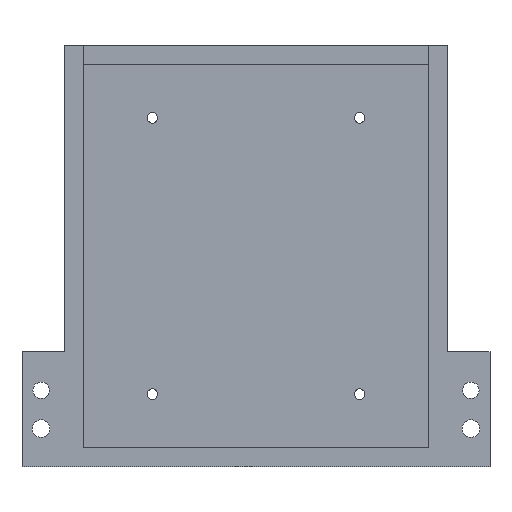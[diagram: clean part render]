
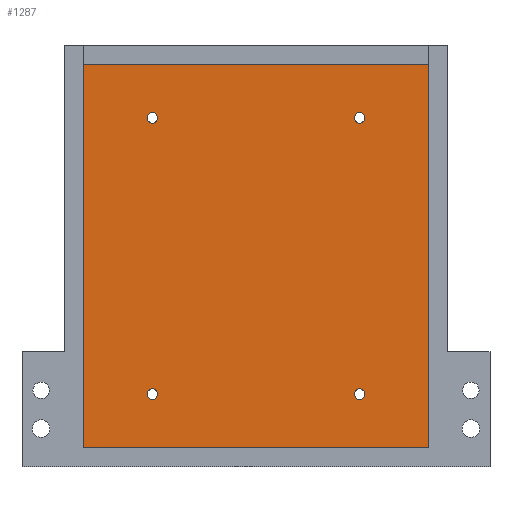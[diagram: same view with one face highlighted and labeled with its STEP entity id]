
A CAD part, front view. The second image highlights one B-rep face of the part: STEP entity #1287.
In plain terms, the highlighted planar face has unit normal (0, -1, 0).
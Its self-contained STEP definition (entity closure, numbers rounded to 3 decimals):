
#41 = CARTESIAN_POINT ( 'NONE',  ( -27., 0., 37.375 ) ) ;
#48 = CARTESIAN_POINT ( 'NONE',  ( -45., 0., -50. ) ) ;
#65 = DIRECTION ( 'NONE',  ( 0., 0., -1. ) ) ;
#78 = DIRECTION ( 'NONE',  ( -1., 0., 0. ) ) ;
#82 = CARTESIAN_POINT ( 'NONE',  ( -27., 0., 34.625 ) ) ;
#89 = CARTESIAN_POINT ( 'NONE',  ( -27., 0., 36. ) ) ;
#99 = DIRECTION ( 'NONE',  ( 0., 0., 1. ) ) ;
#163 = ORIENTED_EDGE ( 'NONE', *, *, #1503, .F. ) ;
#174 = CIRCLE ( 'NONE', #2009, 1.375 ) ;
#176 = DIRECTION ( 'NONE',  ( 0., 0., -1. ) ) ;
#190 = VECTOR ( 'NONE', #78, 1000. ) ;
#191 = ORIENTED_EDGE ( 'NONE', *, *, #1880, .T. ) ;
#192 = EDGE_CURVE ( 'NONE', #1602, #1243, #1537, .T. ) ;
#206 = VERTEX_POINT ( 'NONE', #1076 ) ;
#208 = EDGE_LOOP ( 'NONE', ( #995, #191 ) ) ;
#237 = VERTEX_POINT ( 'NONE', #1051 ) ;
#243 = DIRECTION ( 'NONE',  ( 0., 1., 0. ) ) ;
#278 = CARTESIAN_POINT ( 'NONE',  ( 27., 0., 36. ) ) ;
#289 = CIRCLE ( 'NONE', #1897, 1.375 ) ;
#304 = VECTOR ( 'NONE', #1578, 1000. ) ;
#306 = CARTESIAN_POINT ( 'NONE',  ( -27., 0., 36. ) ) ;
#311 = CARTESIAN_POINT ( 'NONE',  ( -27., 0., -37.375 ) ) ;
#319 = CIRCLE ( 'NONE', #1565, 1.375 ) ;
#342 = CARTESIAN_POINT ( 'NONE',  ( 45., 0., -50. ) ) ;
#354 = VERTEX_POINT ( 'NONE', #342 ) ;
#385 = EDGE_CURVE ( 'NONE', #206, #237, #289, .T. ) ;
#386 = ORIENTED_EDGE ( 'NONE', *, *, #1213, .T. ) ;
#393 = FACE_BOUND ( 'NONE', #1104, .T. ) ;
#435 = DIRECTION ( 'NONE',  ( 0., 0., 1. ) ) ;
#437 = DIRECTION ( 'NONE',  ( 0., 1., 0. ) ) ;
#479 = LINE ( 'NONE', #1851, #728 ) ;
#483 = VERTEX_POINT ( 'NONE', #1221 ) ;
#552 = FACE_BOUND ( 'NONE', #556, .T. ) ;
#556 = EDGE_LOOP ( 'NONE', ( #1480, #1765 ) ) ;
#565 = AXIS2_PLACEMENT_3D ( 'NONE', #1968, #1031, #1649 ) ;
#608 = CARTESIAN_POINT ( 'NONE',  ( 45., 0., 50. ) ) ;
#612 = CIRCLE ( 'NONE', #1853, 1.375 ) ;
#624 = EDGE_CURVE ( 'NONE', #818, #1879, #656, .T. ) ;
#645 = EDGE_CURVE ( 'NONE', #1431, #483, #612, .T. ) ;
#656 = CIRCLE ( 'NONE', #691, 1.375 ) ;
#662 = CARTESIAN_POINT ( 'NONE',  ( -27., 0., -34.625 ) ) ;
#690 = FACE_OUTER_BOUND ( 'NONE', #1651, .T. ) ;
#691 = AXIS2_PLACEMENT_3D ( 'NONE', #1254, #933, #435 ) ;
#728 = VECTOR ( 'NONE', #1261, 1000. ) ;
#757 = CARTESIAN_POINT ( 'NONE',  ( 27., 0., 36. ) ) ;
#768 = DIRECTION ( 'NONE',  ( 0., 1., 0. ) ) ;
#783 = VERTEX_POINT ( 'NONE', #48 ) ;
#785 = CARTESIAN_POINT ( 'NONE',  ( -45., 0., 50. ) ) ;
#818 = VERTEX_POINT ( 'NONE', #662 ) ;
#843 = PLANE ( 'NONE',  #565 ) ;
#933 = DIRECTION ( 'NONE',  ( 0., 1., 0. ) ) ;
#944 = CARTESIAN_POINT ( 'NONE',  ( 27., 0., -36. ) ) ;
#949 = EDGE_CURVE ( 'NONE', #1364, #1854, #479, .T. ) ;
#990 = AXIS2_PLACEMENT_3D ( 'NONE', #306, #1989, #1227 ) ;
#995 = ORIENTED_EDGE ( 'NONE', *, *, #385, .T. ) ;
#1031 = DIRECTION ( 'NONE',  ( 0., 1., 0. ) ) ;
#1051 = CARTESIAN_POINT ( 'NONE',  ( 27., 0., -37.375 ) ) ;
#1053 = EDGE_CURVE ( 'NONE', #1854, #354, #1118, .T. ) ;
#1076 = CARTESIAN_POINT ( 'NONE',  ( 27., 0., -34.625 ) ) ;
#1086 = AXIS2_PLACEMENT_3D ( 'NONE', #757, #437, #1094 ) ;
#1094 = DIRECTION ( 'NONE',  ( 0., 0., 1. ) ) ;
#1104 = EDGE_LOOP ( 'NONE', ( #1804, #386 ) ) ;
#1118 = LINE ( 'NONE', #1895, #1677 ) ;
#1123 = ORIENTED_EDGE ( 'NONE', *, *, #1684, .F. ) ;
#1161 = CIRCLE ( 'NONE', #1262, 1.375 ) ;
#1213 = EDGE_CURVE ( 'NONE', #1879, #818, #1161, .T. ) ;
#1221 = CARTESIAN_POINT ( 'NONE',  ( 27., 0., 37.375 ) ) ;
#1222 = EDGE_LOOP ( 'NONE', ( #1868, #1742 ) ) ;
#1227 = DIRECTION ( 'NONE',  ( 0., 0., -1. ) ) ;
#1234 = DIRECTION ( 'NONE',  ( 0., 0., 1. ) ) ;
#1243 = VERTEX_POINT ( 'NONE', #82 ) ;
#1254 = CARTESIAN_POINT ( 'NONE',  ( -27., 0., -36. ) ) ;
#1261 = DIRECTION ( 'NONE',  ( 1., 0., 0. ) ) ;
#1262 = AXIS2_PLACEMENT_3D ( 'NONE', #1314, #1350, #99 ) ;
#1287 = ADVANCED_FACE ( 'NONE', ( #1801, #552, #1466, #393, #690 ), #843, .F. ) ;
#1294 = LINE ( 'NONE', #1725, #304 ) ;
#1297 = EDGE_CURVE ( 'NONE', #1243, #1602, #174, .T. ) ;
#1314 = CARTESIAN_POINT ( 'NONE',  ( -27., 0., -36. ) ) ;
#1320 = CARTESIAN_POINT ( 'NONE',  ( -45., 0., -50. ) ) ;
#1350 = DIRECTION ( 'NONE',  ( 0., 1., 0. ) ) ;
#1364 = VERTEX_POINT ( 'NONE', #785 ) ;
#1393 = ORIENTED_EDGE ( 'NONE', *, *, #1053, .F. ) ;
#1406 = DIRECTION ( 'NONE',  ( 0., 0., -1. ) ) ;
#1431 = VERTEX_POINT ( 'NONE', #1536 ) ;
#1466 = FACE_BOUND ( 'NONE', #208, .T. ) ;
#1480 = ORIENTED_EDGE ( 'NONE', *, *, #1737, .T. ) ;
#1482 = LINE ( 'NONE', #1320, #190 ) ;
#1503 = EDGE_CURVE ( 'NONE', #783, #1364, #1294, .T. ) ;
#1536 = CARTESIAN_POINT ( 'NONE',  ( 27., 0., 34.625 ) ) ;
#1537 = CIRCLE ( 'NONE', #990, 1.375 ) ;
#1564 = DIRECTION ( 'NONE',  ( 0., 1., 0. ) ) ;
#1565 = AXIS2_PLACEMENT_3D ( 'NONE', #944, #1564, #1406 ) ;
#1578 = DIRECTION ( 'NONE',  ( 0., 0., 1. ) ) ;
#1587 = CARTESIAN_POINT ( 'NONE',  ( 27., 0., -36. ) ) ;
#1596 = DIRECTION ( 'NONE',  ( 0., 1., 0. ) ) ;
#1602 = VERTEX_POINT ( 'NONE', #41 ) ;
#1649 = DIRECTION ( 'NONE',  ( 0., 0., 1. ) ) ;
#1651 = EDGE_LOOP ( 'NONE', ( #1393, #1985, #163, #1123 ) ) ;
#1677 = VECTOR ( 'NONE', #176, 1000. ) ;
#1684 = EDGE_CURVE ( 'NONE', #354, #783, #1482, .T. ) ;
#1725 = CARTESIAN_POINT ( 'NONE',  ( -45., 0., -50. ) ) ;
#1737 = EDGE_CURVE ( 'NONE', #483, #1431, #1928, .T. ) ;
#1742 = ORIENTED_EDGE ( 'NONE', *, *, #1297, .T. ) ;
#1761 = DIRECTION ( 'NONE',  ( 0., 0., -1. ) ) ;
#1765 = ORIENTED_EDGE ( 'NONE', *, *, #645, .T. ) ;
#1801 = FACE_BOUND ( 'NONE', #1222, .T. ) ;
#1804 = ORIENTED_EDGE ( 'NONE', *, *, #624, .T. ) ;
#1851 = CARTESIAN_POINT ( 'NONE',  ( -45., 0., 50. ) ) ;
#1853 = AXIS2_PLACEMENT_3D ( 'NONE', #278, #768, #1234 ) ;
#1854 = VERTEX_POINT ( 'NONE', #608 ) ;
#1868 = ORIENTED_EDGE ( 'NONE', *, *, #192, .T. ) ;
#1879 = VERTEX_POINT ( 'NONE', #311 ) ;
#1880 = EDGE_CURVE ( 'NONE', #237, #206, #319, .T. ) ;
#1895 = CARTESIAN_POINT ( 'NONE',  ( 45., 0., -50. ) ) ;
#1897 = AXIS2_PLACEMENT_3D ( 'NONE', #1587, #1596, #1761 ) ;
#1928 = CIRCLE ( 'NONE', #1086, 1.375 ) ;
#1968 = CARTESIAN_POINT ( 'NONE',  ( 0., 0., 0. ) ) ;
#1985 = ORIENTED_EDGE ( 'NONE', *, *, #949, .F. ) ;
#1989 = DIRECTION ( 'NONE',  ( 0., 1., 0. ) ) ;
#2009 = AXIS2_PLACEMENT_3D ( 'NONE', #89, #243, #65 ) ;
